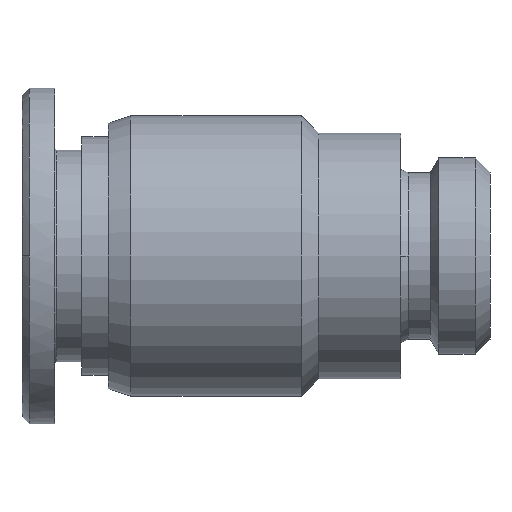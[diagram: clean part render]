
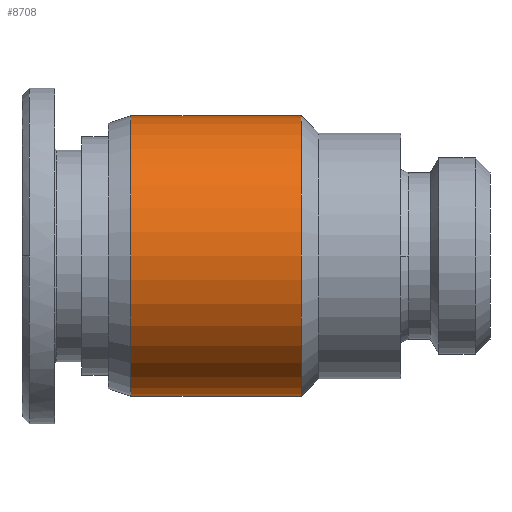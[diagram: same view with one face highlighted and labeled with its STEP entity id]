
A CAD part, front view. The second image highlights one B-rep face of the part: STEP entity #8708.
In plain terms, the highlighted cylindrical face has radius 9.4 mm (diameter 18.8 mm), a partial arc.
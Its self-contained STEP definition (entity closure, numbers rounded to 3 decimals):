
#48 = CARTESIAN_POINT ( 'NONE',  ( 13.154, 0., 4.383 ) ) ;
#137 = ORIENTED_EDGE ( 'NONE', *, *, #17530, .F. ) ;
#734 = DIRECTION ( 'NONE',  ( 0., 0., -1. ) ) ;
#1749 = EDGE_CURVE ( 'NONE', #5754, #3580, #10365, .T. ) ;
#1939 = DIRECTION ( 'NONE',  ( 0., 0., -1. ) ) ;
#2338 = DIRECTION ( 'NONE',  ( 1., 0., 0. ) ) ;
#2370 = AXIS2_PLACEMENT_3D ( 'NONE', #6248, #17177, #734 ) ;
#2394 = CARTESIAN_POINT ( 'NONE',  ( 18.879, 0., -14.417 ) ) ;
#3580 = VERTEX_POINT ( 'NONE', #5417 ) ;
#4435 = LINE ( 'NONE', #6014, #16586 ) ;
#4514 = EDGE_CURVE ( 'NONE', #5754, #17294, #17598, .T. ) ;
#5145 = CIRCLE ( 'NONE', #10256, 9.4 ) ;
#5394 = CYLINDRICAL_SURFACE ( 'NONE', #2370, 9.4 ) ;
#5417 = CARTESIAN_POINT ( 'NONE',  ( 24.604, 0., -14.417 ) ) ;
#5754 = VERTEX_POINT ( 'NONE', #10034 ) ;
#6014 = CARTESIAN_POINT ( 'NONE',  ( 18.879, 0., 4.383 ) ) ;
#6248 = CARTESIAN_POINT ( 'NONE',  ( 18.879, 0., -5.017 ) ) ;
#6445 = FACE_OUTER_BOUND ( 'NONE', #17652, .T. ) ;
#7398 = CARTESIAN_POINT ( 'NONE',  ( 24.604, 0., -5.017 ) ) ;
#7977 = CARTESIAN_POINT ( 'NONE',  ( 13.154, 0., -5.017 ) ) ;
#8708 = ADVANCED_FACE ( 'NONE', ( #6445 ), #5394, .T. ) ;
#8810 = DIRECTION ( 'NONE',  ( -1., 0., 0. ) ) ;
#8865 = VERTEX_POINT ( 'NONE', #11887 ) ;
#9377 = DIRECTION ( 'NONE',  ( 0., 0., 1. ) ) ;
#10034 = CARTESIAN_POINT ( 'NONE',  ( 13.154, 0., -14.417 ) ) ;
#10256 = AXIS2_PLACEMENT_3D ( 'NONE', #7398, #8810, #1939 ) ;
#10365 = LINE ( 'NONE', #2394, #11241 ) ;
#11241 = VECTOR ( 'NONE', #2338, 1000. ) ;
#11887 = CARTESIAN_POINT ( 'NONE',  ( 24.604, 0., 4.383 ) ) ;
#12385 = AXIS2_PLACEMENT_3D ( 'NONE', #7977, #13610, #9377 ) ;
#12971 = ORIENTED_EDGE ( 'NONE', *, *, #4514, .F. ) ;
#13610 = DIRECTION ( 'NONE',  ( -1., 0., 0. ) ) ;
#14312 = EDGE_CURVE ( 'NONE', #3580, #8865, #5145, .T. ) ;
#14481 = DIRECTION ( 'NONE',  ( 1., 0., 0. ) ) ;
#14980 = ORIENTED_EDGE ( 'NONE', *, *, #14312, .T. ) ;
#16586 = VECTOR ( 'NONE', #14481, 1000. ) ;
#17177 = DIRECTION ( 'NONE',  ( 1., 0., 0. ) ) ;
#17294 = VERTEX_POINT ( 'NONE', #48 ) ;
#17530 = EDGE_CURVE ( 'NONE', #17294, #8865, #4435, .T. ) ;
#17553 = ORIENTED_EDGE ( 'NONE', *, *, #1749, .T. ) ;
#17598 = CIRCLE ( 'NONE', #12385, 9.4 ) ;
#17652 = EDGE_LOOP ( 'NONE', ( #137, #12971, #17553, #14980 ) ) ;
